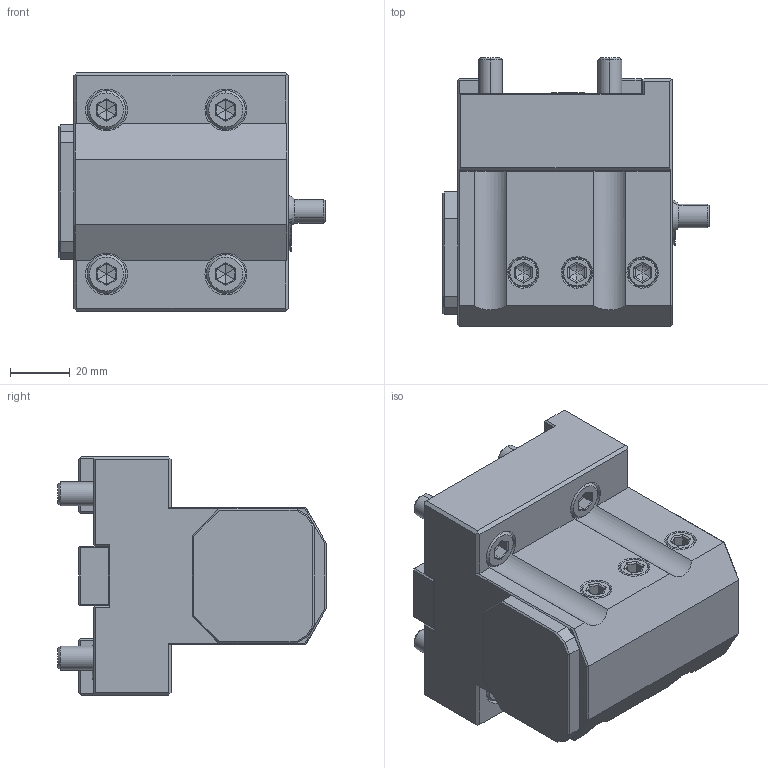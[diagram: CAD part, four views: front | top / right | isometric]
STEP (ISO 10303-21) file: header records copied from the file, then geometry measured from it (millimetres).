
FILE_DESCRIPTION((''),'2;1');
FILE_NAME('NGT_ID_44_25_60_NT','2023-05-24T',('vali'),('NOVA GRUP'),'PRO/ENGINEER BY PARAMETRIC TECHNOLOGY CORPORATION, 2010280','PRO/ENGINEER BY PARAMETRIC TECHNOLOGY CORPORATION, 2010280','');
FILE_SCHEMA(('CONFIG_CONTROL_DESIGN'));
Length unit declared in the file: millimetre
Products named in the file (1): NGT_ID_44_25_60_NT
Bounding box: 89.34 x 90 x 80 mm (x, y, z)
Volume: 283391.6 mm3; surface area: 49732 mm2
Topology: 1 solids, 1 shells, 558 faces, 1320 edges, 756 vertices
Faces by surface type: plane 280, cylinder 140, cone 76, bspline 42, torus 18, sphere 2
Entity records: 18367 total; most frequent: CARTESIAN_POINT 6100, ORIENTED_EDGE 2552, DIRECTION 2406, EDGE_CURVE 1276, VECTOR 856, LINE 856, AXIS2_PLACEMENT_3D 775, VERTEX_POINT 756
